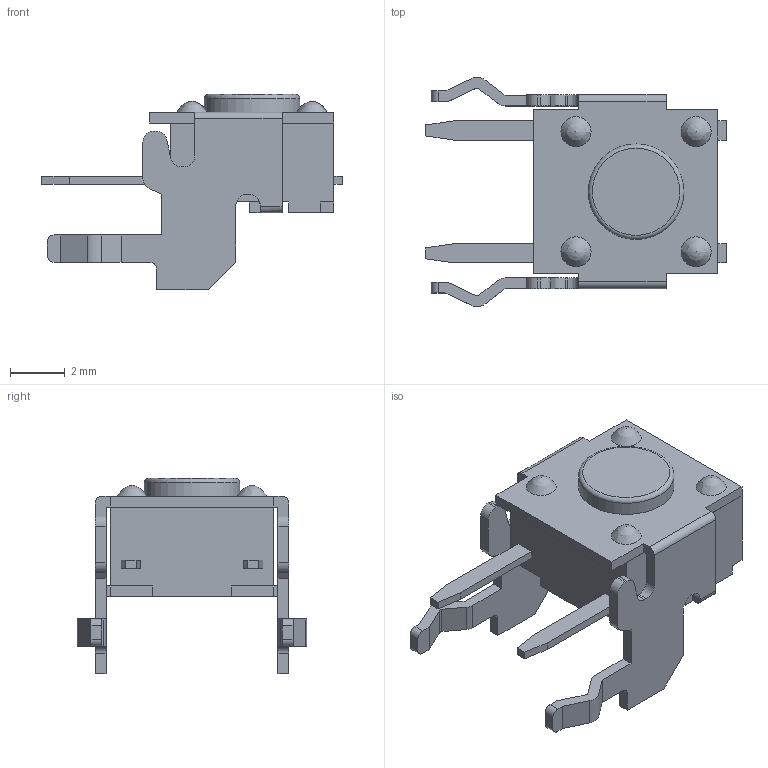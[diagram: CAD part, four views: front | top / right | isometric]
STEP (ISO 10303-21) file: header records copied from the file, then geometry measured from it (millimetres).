
FILE_DESCRIPTION((''),'2;1');
FILE_NAME('TL1105WFxxx.stp','2011-06-23T13:28:57',('banderson'),(''),'Autodesk Inventor 11','Autodesk Inventor 11','');
FILE_SCHEMA(('AUTOMOTIVE_DESIGN { 1 0 10303 214 1 1 1 1 }'));
Length unit declared in the file: millimetre
Products named in the file (5): P156002; TL1105 RT BODY; TL1105 RT COVER; TL1105CONTACTDOME; TL1105 ACTUATOR W 3_15
Assembly tree (4 placements, depth 2):
  P156002
    TL1105 RT BODY
    TL1105 RT COVER
    TL1105CONTACTDOME
    TL1105 ACTUATOR W 3_15
Bounding box: 11 x 8.4 x 7.15 mm (x, y, z)
Volume: 130.9 mm3; surface area: 540.6 mm2
Topology: 4 solids, 4 shells, 273 faces, 718 edges, 472 vertices
Faces by surface type: plane 144, cylinder 78, bspline 45, torus 4, cone 1, sphere 1
Full cylindrical faces by diameter (mm): 0.75 x8, 3.5 x2, 5 x1
Entity records: 8590 total; most frequent: CARTESIAN_POINT 1830, ORIENTED_EDGE 1378, DIRECTION 1306, EDGE_CURVE 689, VECTOR 534, LINE 534, VERTEX_POINT 463, AXIS2_PLACEMENT_3D 386
